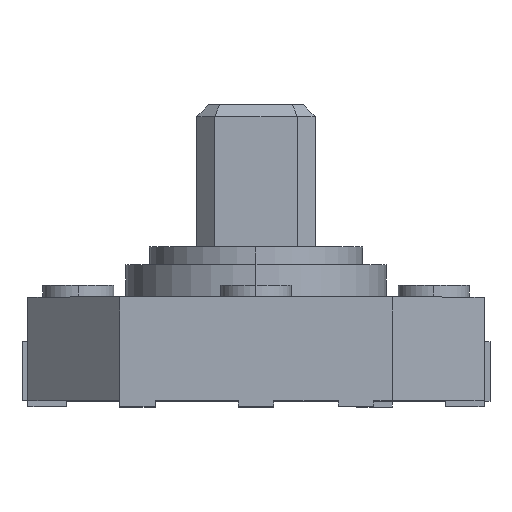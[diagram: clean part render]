
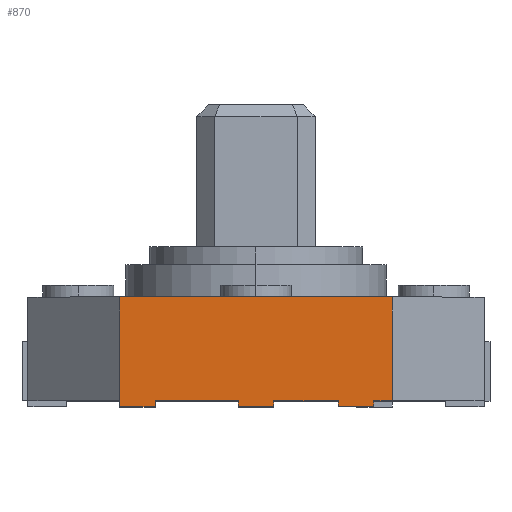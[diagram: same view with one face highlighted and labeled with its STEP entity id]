
A CAD part, top view. The second image highlights one B-rep face of the part: STEP entity #870.
In plain terms, the highlighted planar face has unit normal (0, 0, 1).
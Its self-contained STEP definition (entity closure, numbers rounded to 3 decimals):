
#598 = VERTEX_POINT ( 'NONE', #1697 ) ;
#600 = EDGE_CURVE ( 'NONE', #601, #598, #1696, .T. ) ;
#601 = VERTEX_POINT ( 'NONE', #1692 ) ;
#742 = ORIENTED_EDGE ( 'NONE', *, *, #912, .F. ) ;
#781 = EDGE_CURVE ( 'NONE', #847, #923, #2064, .T. ) ;
#791 = VERTEX_POINT ( 'NONE', #2118 ) ;
#816 = EDGE_CURVE ( 'NONE', #847, #791, #2177, .T. ) ;
#833 = EDGE_CURVE ( 'NONE', #858, #928, #2214, .T. ) ;
#847 = VERTEX_POINT ( 'NONE', #2307 ) ;
#851 = VERTEX_POINT ( 'NONE', #2302 ) ;
#858 = VERTEX_POINT ( 'NONE', #2240 ) ;
#870 = ADVANCED_FACE ( 'NONE', ( #2153 ), #2152, .F. ) ;
#871 = EDGE_LOOP ( 'NONE', ( #872, #873, #876, #879, #940, #941, #742, #950, #952, #914, #905, #942, #949, #900, #944 ) ) ;
#872 = ORIENTED_EDGE ( 'NONE', *, *, #781, .T. ) ;
#873 = ORIENTED_EDGE ( 'NONE', *, *, #874, .F. ) ;
#874 = EDGE_CURVE ( 'NONE', #875, #923, #2147, .T. ) ;
#875 = VERTEX_POINT ( 'NONE', #2143 ) ;
#876 = ORIENTED_EDGE ( 'NONE', *, *, #877, .F. ) ;
#877 = EDGE_CURVE ( 'NONE', #878, #875, #2142, .T. ) ;
#878 = VERTEX_POINT ( 'NONE', #2138 ) ;
#879 = ORIENTED_EDGE ( 'NONE', *, *, #903, .T. ) ;
#894 = EDGE_CURVE ( 'NONE', #895, #851, #2078, .T. ) ;
#895 = VERTEX_POINT ( 'NONE', #2074 ) ;
#900 = ORIENTED_EDGE ( 'NONE', *, *, #901, .F. ) ;
#901 = EDGE_CURVE ( 'NONE', #791, #598, #2171, .T. ) ;
#903 = EDGE_CURVE ( 'NONE', #878, #895, #2167, .T. ) ;
#904 = VERTEX_POINT ( 'NONE', #2163 ) ;
#905 = ORIENTED_EDGE ( 'NONE', *, *, #906, .F. ) ;
#906 = EDGE_CURVE ( 'NONE', #907, #904, #2162, .T. ) ;
#907 = VERTEX_POINT ( 'NONE', #2280 ) ;
#911 = VERTEX_POINT ( 'NONE', #2275 ) ;
#912 = EDGE_CURVE ( 'NONE', #913, #911, #2274, .T. ) ;
#913 = VERTEX_POINT ( 'NONE', #2270 ) ;
#914 = ORIENTED_EDGE ( 'NONE', *, *, #915, .F. ) ;
#915 = EDGE_CURVE ( 'NONE', #904, #928, #2269, .T. ) ;
#923 = VERTEX_POINT ( 'NONE', #2255 ) ;
#928 = VERTEX_POINT ( 'NONE', #2347 ) ;
#940 = ORIENTED_EDGE ( 'NONE', *, *, #894, .T. ) ;
#941 = ORIENTED_EDGE ( 'NONE', *, *, #946, .F. ) ;
#942 = ORIENTED_EDGE ( 'NONE', *, *, #943, .T. ) ;
#943 = EDGE_CURVE ( 'NONE', #907, #601, #2333, .T. ) ;
#944 = ORIENTED_EDGE ( 'NONE', *, *, #816, .F. ) ;
#946 = EDGE_CURVE ( 'NONE', #911, #851, #2364, .T. ) ;
#949 = ORIENTED_EDGE ( 'NONE', *, *, #600, .T. ) ;
#950 = ORIENTED_EDGE ( 'NONE', *, *, #951, .T. ) ;
#951 = EDGE_CURVE ( 'NONE', #913, #858, #2362, .T. ) ;
#952 = ORIENTED_EDGE ( 'NONE', *, *, #833, .T. ) ;
#1692 = CARTESIAN_POINT ( 'NONE',  ( 1.989, 0., 3.85 ) ) ;
#1693 = DIRECTION ( 'NONE',  ( 1., 0., 0. ) ) ;
#1694 = VECTOR ( 'NONE', #1693, 1000. ) ;
#1695 = CARTESIAN_POINT ( 'NONE',  ( 2.302, 0., 3.85 ) ) ;
#1696 = LINE ( 'NONE', #1695, #1694 ) ;
#1697 = CARTESIAN_POINT ( 'NONE',  ( 2.302, 0., 3.85 ) ) ;
#2064 = LINE ( 'NONE', #2218, #2217 ) ;
#2074 = CARTESIAN_POINT ( 'NONE',  ( -1.702, 0., 3.85 ) ) ;
#2075 = DIRECTION ( 'NONE',  ( 1., 0., 0. ) ) ;
#2076 = VECTOR ( 'NONE', #2075, 1000. ) ;
#2077 = CARTESIAN_POINT ( 'NONE',  ( 2.302, 0., 3.85 ) ) ;
#2078 = LINE ( 'NONE', #2077, #2076 ) ;
#2118 = CARTESIAN_POINT ( 'NONE',  ( 2.302, 1.75, 3.85 ) ) ;
#2138 = CARTESIAN_POINT ( 'NONE',  ( -1.702, -0.1, 3.85 ) ) ;
#2139 = DIRECTION ( 'NONE',  ( -1., 0., 0. ) ) ;
#2140 = VECTOR ( 'NONE', #2139, 1000. ) ;
#2141 = CARTESIAN_POINT ( 'NONE',  ( -2.302, -0.1, 3.85 ) ) ;
#2142 = LINE ( 'NONE', #2141, #2140 ) ;
#2143 = CARTESIAN_POINT ( 'NONE',  ( -2.302, -0.1, 3.85 ) ) ;
#2144 = DIRECTION ( 'NONE',  ( 0., 1., 0. ) ) ;
#2145 = VECTOR ( 'NONE', #2144, 1000. ) ;
#2146 = CARTESIAN_POINT ( 'NONE',  ( -2.302, -0.1, 3.85 ) ) ;
#2147 = LINE ( 'NONE', #2146, #2145 ) ;
#2148 = DIRECTION ( 'NONE',  ( -1., 0., 0. ) ) ;
#2149 = DIRECTION ( 'NONE',  ( 0., 0., -1. ) ) ;
#2150 = CARTESIAN_POINT ( 'NONE',  ( 2.302, 1.75, 3.85 ) ) ;
#2151 = AXIS2_PLACEMENT_3D ( 'NONE', #2150, #2149, #2148 ) ;
#2152 = PLANE ( 'NONE',  #2151 ) ;
#2153 = FACE_OUTER_BOUND ( 'NONE', #871, .T. ) ;
#2161 = CARTESIAN_POINT ( 'NONE',  ( 1.389, -0.1, 3.85 ) ) ;
#2162 = LINE ( 'NONE', #2161, #2282 ) ;
#2163 = CARTESIAN_POINT ( 'NONE',  ( 1.389, -0.1, 3.85 ) ) ;
#2164 = DIRECTION ( 'NONE',  ( 0., 1., 0. ) ) ;
#2165 = VECTOR ( 'NONE', #2164, 1000. ) ;
#2166 = CARTESIAN_POINT ( 'NONE',  ( -1.702, -0.1, 3.85 ) ) ;
#2167 = LINE ( 'NONE', #2166, #2165 ) ;
#2168 = DIRECTION ( 'NONE',  ( 0., -1., 0. ) ) ;
#2169 = VECTOR ( 'NONE', #2168, 1000. ) ;
#2170 = CARTESIAN_POINT ( 'NONE',  ( 2.302, 1.75, 3.85 ) ) ;
#2171 = LINE ( 'NONE', #2170, #2169 ) ;
#2174 = DIRECTION ( 'NONE',  ( 1., 0., 0. ) ) ;
#2175 = VECTOR ( 'NONE', #2174, 1000. ) ;
#2176 = CARTESIAN_POINT ( 'NONE',  ( 2.302, 1.75, 3.85 ) ) ;
#2177 = LINE ( 'NONE', #2176, #2175 ) ;
#2211 = DIRECTION ( 'NONE',  ( 1., 0., 0. ) ) ;
#2212 = VECTOR ( 'NONE', #2211, 1000. ) ;
#2213 = CARTESIAN_POINT ( 'NONE',  ( 2.302, 0., 3.85 ) ) ;
#2214 = LINE ( 'NONE', #2213, #2212 ) ;
#2216 = DIRECTION ( 'NONE',  ( 0., -1., 0. ) ) ;
#2217 = VECTOR ( 'NONE', #2216, 1000. ) ;
#2218 = CARTESIAN_POINT ( 'NONE',  ( -2.302, 1.75, 3.85 ) ) ;
#2240 = CARTESIAN_POINT ( 'NONE',  ( 0.3, 0., 3.85 ) ) ;
#2255 = CARTESIAN_POINT ( 'NONE',  ( -2.302, 0., 3.85 ) ) ;
#2266 = DIRECTION ( 'NONE',  ( 0., 1., 0. ) ) ;
#2267 = VECTOR ( 'NONE', #2266, 1000. ) ;
#2268 = CARTESIAN_POINT ( 'NONE',  ( 1.389, -0.1, 3.85 ) ) ;
#2269 = LINE ( 'NONE', #2268, #2267 ) ;
#2270 = CARTESIAN_POINT ( 'NONE',  ( 0.3, -0.1, 3.85 ) ) ;
#2271 = DIRECTION ( 'NONE',  ( -1., 0., 0. ) ) ;
#2272 = VECTOR ( 'NONE', #2271, 1000. ) ;
#2273 = CARTESIAN_POINT ( 'NONE',  ( -0.3, -0.1, 3.85 ) ) ;
#2274 = LINE ( 'NONE', #2273, #2272 ) ;
#2275 = CARTESIAN_POINT ( 'NONE',  ( -0.3, -0.1, 3.85 ) ) ;
#2280 = CARTESIAN_POINT ( 'NONE',  ( 1.989, -0.1, 3.85 ) ) ;
#2281 = DIRECTION ( 'NONE',  ( -1., 0., 0. ) ) ;
#2282 = VECTOR ( 'NONE', #2281, 1000. ) ;
#2302 = CARTESIAN_POINT ( 'NONE',  ( -0.3, 0., 3.85 ) ) ;
#2307 = CARTESIAN_POINT ( 'NONE',  ( -2.302, 1.75, 3.85 ) ) ;
#2330 = DIRECTION ( 'NONE',  ( 0., 1., 0. ) ) ;
#2331 = VECTOR ( 'NONE', #2330, 1000. ) ;
#2332 = CARTESIAN_POINT ( 'NONE',  ( 1.989, -0.1, 3.85 ) ) ;
#2333 = LINE ( 'NONE', #2332, #2331 ) ;
#2347 = CARTESIAN_POINT ( 'NONE',  ( 1.389, 0., 3.85 ) ) ;
#2359 = DIRECTION ( 'NONE',  ( 0., 1., 0. ) ) ;
#2360 = VECTOR ( 'NONE', #2359, 1000. ) ;
#2361 = CARTESIAN_POINT ( 'NONE',  ( 0.3, -0.1, 3.85 ) ) ;
#2362 = LINE ( 'NONE', #2361, #2360 ) ;
#2363 = CARTESIAN_POINT ( 'NONE',  ( -0.3, -0.1, 3.85 ) ) ;
#2364 = LINE ( 'NONE', #2363, #2366 ) ;
#2365 = DIRECTION ( 'NONE',  ( 0., 1., 0. ) ) ;
#2366 = VECTOR ( 'NONE', #2365, 1000. ) ;
